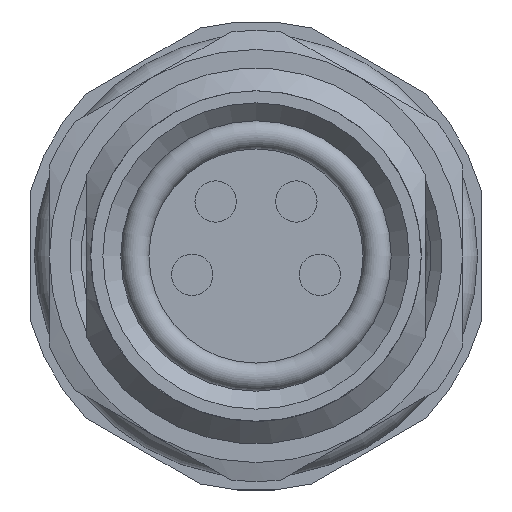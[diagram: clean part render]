
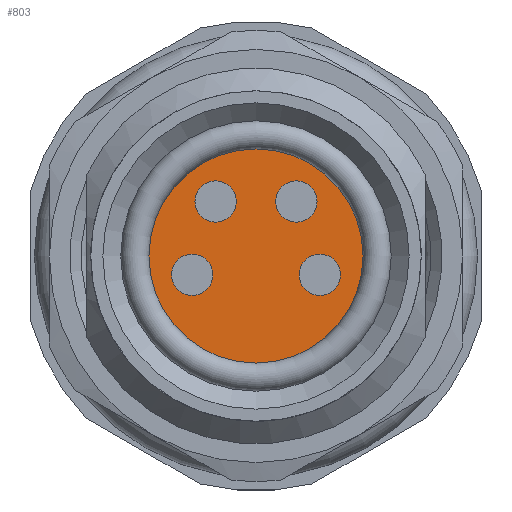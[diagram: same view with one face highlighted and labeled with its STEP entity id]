
A CAD part, left-side view. The second image highlights one B-rep face of the part: STEP entity #803.
In plain terms, the highlighted planar face has unit normal (-1, 0, 0).
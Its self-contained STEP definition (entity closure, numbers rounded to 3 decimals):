
#691=FACE_BOUND('',#1251,.T.);
#692=FACE_BOUND('',#1252,.T.);
#693=FACE_BOUND('',#1253,.T.);
#694=FACE_BOUND('',#1254,.T.);
#695=FACE_BOUND('',#1255,.T.);
#803=ADVANCED_FACE('',(#691,#692,#693,#694,#695),#989,.F.);
#989=PLANE('',#3231);
#1251=EDGE_LOOP('',(#1497));
#1252=EDGE_LOOP('',(#1498));
#1253=EDGE_LOOP('',(#1499));
#1254=EDGE_LOOP('',(#1500));
#1255=EDGE_LOOP('',(#1501));
#1497=ORIENTED_EDGE('',*,*,#2676,.F.);
#1498=ORIENTED_EDGE('',*,*,#2675,.F.);
#1499=ORIENTED_EDGE('',*,*,#2674,.F.);
#1500=ORIENTED_EDGE('',*,*,#2673,.F.);
#1501=ORIENTED_EDGE('',*,*,#2677,.F.);
#2365=VERTEX_POINT('',#4322);
#2366=VERTEX_POINT('',#4325);
#2367=VERTEX_POINT('',#4328);
#2368=VERTEX_POINT('',#4331);
#2369=VERTEX_POINT('',#4334);
#2673=EDGE_CURVE('',#2365,#2365,#3111,.T.);
#2674=EDGE_CURVE('',#2366,#2366,#3112,.T.);
#2675=EDGE_CURVE('',#2367,#2367,#3113,.T.);
#2676=EDGE_CURVE('',#2368,#2368,#3114,.T.);
#2677=EDGE_CURVE('',#2369,#2369,#3115,.T.);
#3111=CIRCLE('',#3222,0.55);
#3112=CIRCLE('',#3224,0.55);
#3113=CIRCLE('',#3226,0.55);
#3114=CIRCLE('',#3228,0.55);
#3115=CIRCLE('',#3230,2.85);
#3222=AXIS2_PLACEMENT_3D('',#4321,#3524,#3525);
#3224=AXIS2_PLACEMENT_3D('',#4324,#3528,#3529);
#3226=AXIS2_PLACEMENT_3D('',#4327,#3532,#3533);
#3228=AXIS2_PLACEMENT_3D('',#4330,#3536,#3537);
#3230=AXIS2_PLACEMENT_3D('',#4333,#3540,#3541);
#3231=AXIS2_PLACEMENT_3D('',#4335,#3542,#3543);
#3524=DIRECTION('',(-1.,0.,0.));
#3525=DIRECTION('',(0.,-1.,0.));
#3528=DIRECTION('',(-1.,0.,0.));
#3529=DIRECTION('',(0.,-1.,0.));
#3532=DIRECTION('',(-1.,0.,0.));
#3533=DIRECTION('',(0.,-1.,0.));
#3536=DIRECTION('',(-1.,0.,0.));
#3537=DIRECTION('',(0.,-1.,0.));
#3540=DIRECTION('',(1.,0.,0.));
#3541=DIRECTION('',(0.,0.,1.));
#3542=DIRECTION('',(1.,0.,0.));
#3543=DIRECTION('',(0.,0.,-1.));
#4321=CARTESIAN_POINT('',(0.6,-1.075,1.45));
#4322=CARTESIAN_POINT('',(0.6,-1.625,1.45));
#4324=CARTESIAN_POINT('',(0.6,1.075,1.45));
#4325=CARTESIAN_POINT('',(0.6,0.525,1.45));
#4327=CARTESIAN_POINT('',(0.6,1.7,-0.5));
#4328=CARTESIAN_POINT('',(0.6,1.15,-0.5));
#4330=CARTESIAN_POINT('',(0.6,-1.7,-0.5));
#4331=CARTESIAN_POINT('',(0.6,-2.25,-0.5));
#4333=CARTESIAN_POINT('',(0.6,0.,0.));
#4334=CARTESIAN_POINT('',(0.6,0.,2.85));
#4335=CARTESIAN_POINT('',(0.6,0.,0.));
